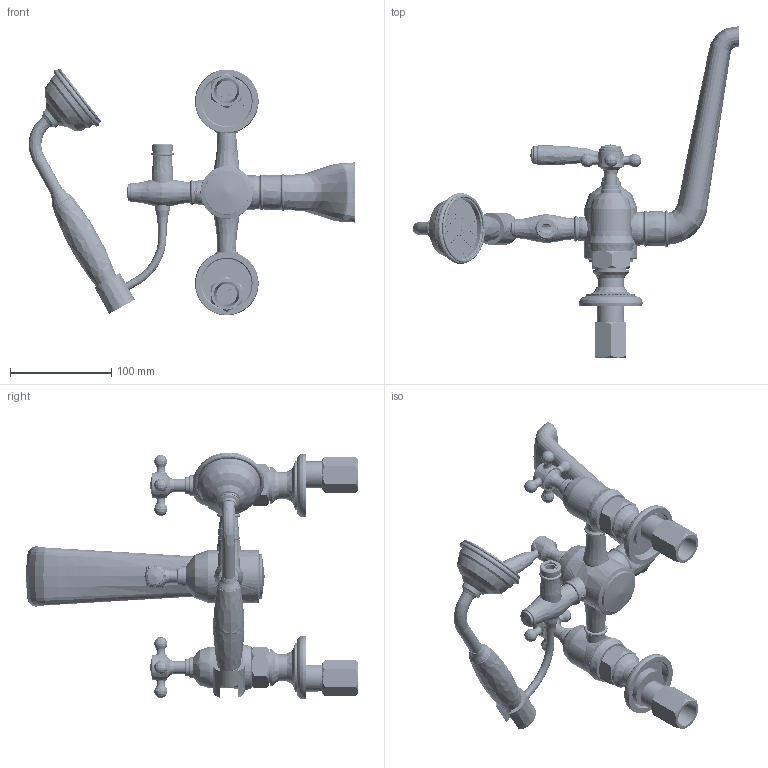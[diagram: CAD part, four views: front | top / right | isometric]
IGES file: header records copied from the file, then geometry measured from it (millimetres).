
Global section: file name: V2KA32-X; native system: Autodesk Inventor 2018; preprocessor: unknown; author: aduggalther; date: 20180305.085859; units: millimetre
Bounding box: 323.11 x 327.87 x 243.92 mm (x, y, z)
Volume: 752761.1 mm3; surface area: 368273.6 mm2
Topology: 93 solids, 99 shells, 2916 faces, 8283 edges, 5636 vertices
Faces by surface type: bspline 2916
